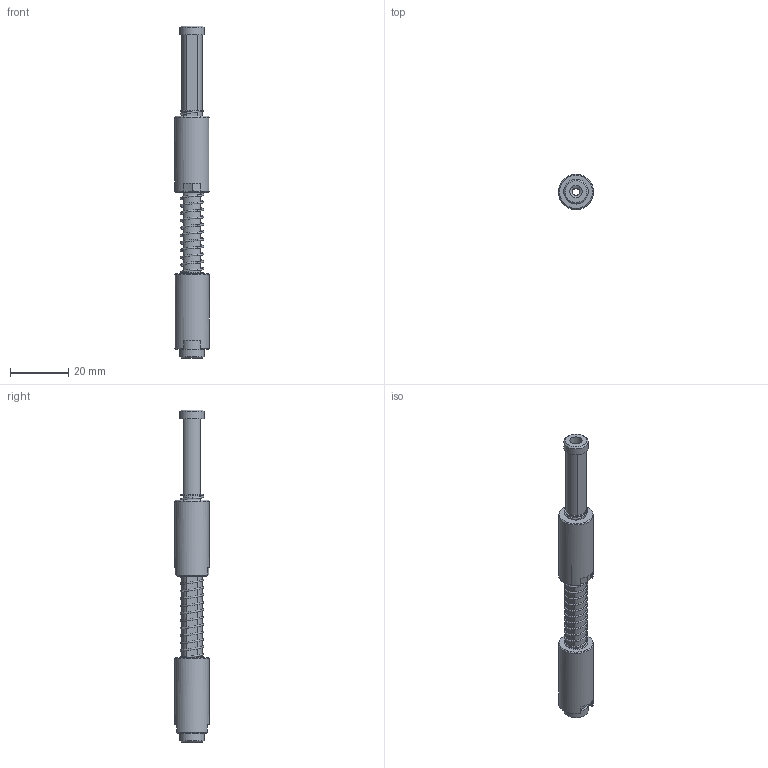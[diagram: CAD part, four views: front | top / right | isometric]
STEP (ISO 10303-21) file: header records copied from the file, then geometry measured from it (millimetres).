
FILE_DESCRIPTION( ( 'STEP AP214' ), '1' );
FILE_NAME( 'CA.05.02.005.stp', '2014-07-02T13:34:28', ( ' ' ), ( ' ' ), 'XStep 1.0', ' ', ' ' );
FILE_SCHEMA( ( 'CONFIG_CONTROL_DESIGN) ( )' ) );
Length unit declared in the file: metre
Products named in the file (15): Assem1; 05-02-005-03; M.8x35.6N; 05.01.005.01.10; 05.01.005.05
Bounding box: 12 x 12 x 114 mm (x, y, z)
Volume: 8992.2 mm3; surface area: 9605.8 mm2
Topology: 28 solids, 28 shells, 196 faces, 390 edges, 248 vertices
Faces by surface type: plane 90, torus 48, cone 38, cylinder 20
Full cylindrical faces by diameter (mm): 2.5 x2, 4.134 x2, 4.2 x4, 5 x2, 7 x2, 8.5 x2, 12 x2
Entity records: 2774 total; most frequent: CARTESIAN_POINT 579, DIRECTION 412, ORIENTED_EDGE 276, AXIS2_PLACEMENT_3D 193, EDGE_LOOP 144, EDGE_CURVE 138, FACE_OUTER_BOUND 130, VERTEX_POINT 104
